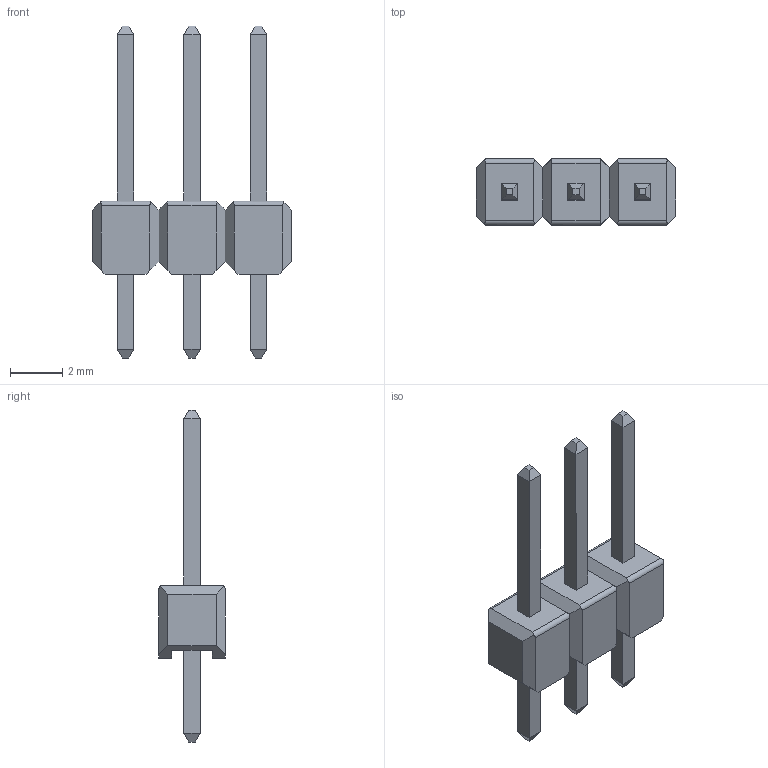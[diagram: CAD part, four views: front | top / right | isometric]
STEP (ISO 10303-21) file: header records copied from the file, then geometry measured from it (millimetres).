
FILE_DESCRIPTION (( 'STEP AP214' ), '1' );
FILE_NAME ('User Library-1x3 TH Pitch 2.54mm.STEP', '2016-03-10T07:34:51', ( 'Windows User' ), ( '' ), 'SwSTEP 2.0', 'SolidWorks 2016', '' );
FILE_SCHEMA (( 'AUTOMOTIVE_DESIGN' ));
Length unit declared in the file: millimetre
Products named in the file (1): User Library-1x3 TH Pitch 2.54mm
Bounding box: 7.62 x 2.54 x 12.7 mm (x, y, z)
Surface area: 206.8 mm2 (no closed solid volume)
Topology: 0 solids, 6 shells, 110 faces, 285 edges, 180 vertices
Faces by surface type: plane 104, cylinder 6
Entity records: 3294 total; most frequent: CARTESIAN_POINT 648, ORIENTED_EDGE 548, DIRECTION 483, EDGE_CURVE 285, VECTOR 261, LINE 261, VERTEX_POINT 180, EDGE_LOOP 116
